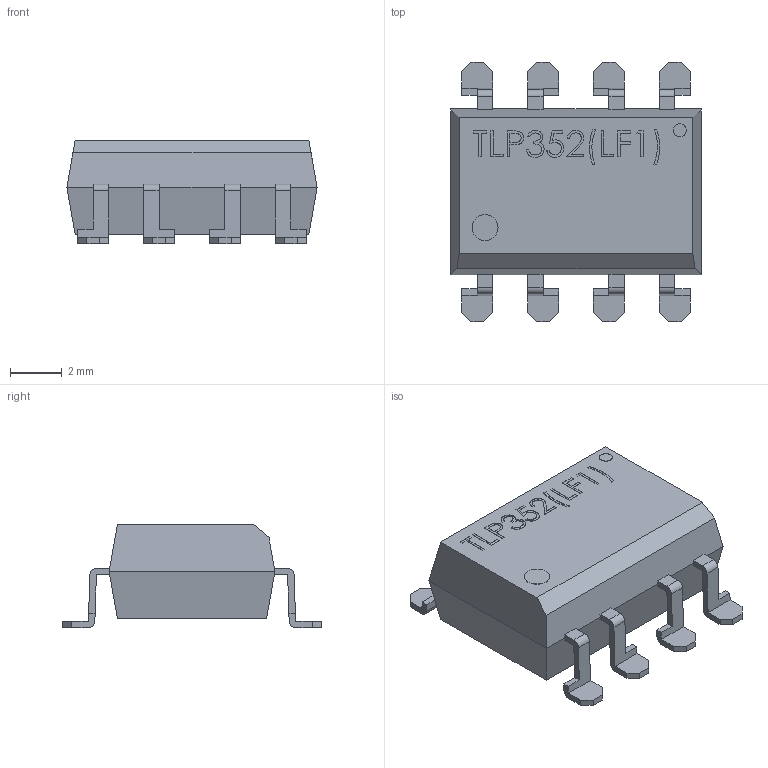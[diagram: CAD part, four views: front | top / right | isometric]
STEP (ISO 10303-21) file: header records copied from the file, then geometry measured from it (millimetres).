
FILE_DESCRIPTION (( 'STEP AP214' ), '1' );
FILE_NAME ('TLP352(LF1).STEP', '2023-07-06T10:23:15', ( '' ), ( '' ), 'SwSTEP 2.0', 'SolidWorks 2021', '' );
FILE_SCHEMA (( 'AUTOMOTIVE_DESIGN' ));
Length unit declared in the file: millimetre
Products named in the file (1): TLP352(LF1)
Bounding box: 9.66 x 10 x 4 mm (x, y, z)
Volume: 212.2 mm3; surface area: 283 mm2
Topology: 9 solids, 9 shells, 270 faces, 710 edges, 472 vertices
Faces by surface type: plane 208, bspline 42, cylinder 20
Entity records: 11810 total; most frequent: CARTESIAN_POINT 3927, ORIENTED_EDGE 1420, DIRECTION 1124, EDGE_CURVE 710, LINE 586, VECTOR 586, VERTEX_POINT 472, EDGE_LOOP 284
